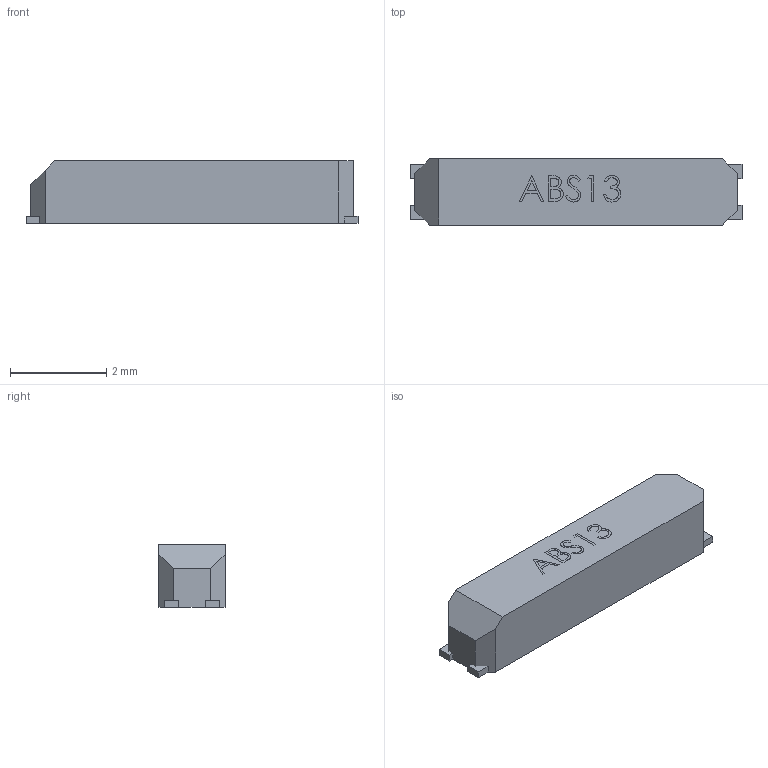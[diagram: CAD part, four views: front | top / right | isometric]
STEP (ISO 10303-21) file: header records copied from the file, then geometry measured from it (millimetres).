
FILE_DESCRIPTION (( 'STEP AP214' ), '1' );
FILE_NAME ('ABS13.STEP', '2013-08-06T11:02:38', ( '' ), ( '' ), 'SwSTEP 2.0', 'SolidWorks 2012', '' );
FILE_SCHEMA (( 'AUTOMOTIVE_DESIGN' ));
Length unit declared in the file: millimetre
Products named in the file (1): ABS13
Bounding box: 6.89 x 1.37 x 1.3 mm (x, y, z)
Volume: 11.6 mm3; surface area: 39.6 mm2
Topology: 4 solids, 4 shells, 158 faces, 426 edges, 284 vertices
Faces by surface type: plane 114, bspline 38, cylinder 6
Entity records: 8129 total; most frequent: CARTESIAN_POINT 2955, ORIENTED_EDGE 852, DIRECTION 604, EDGE_CURVE 426, LINE 338, VECTOR 338, VERTEX_POINT 284, EDGE_LOOP 166
